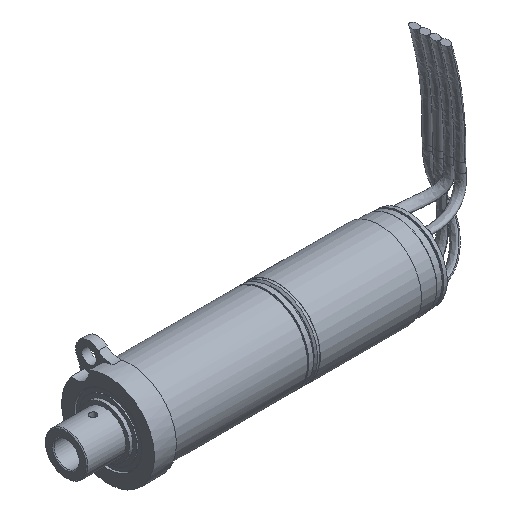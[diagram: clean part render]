
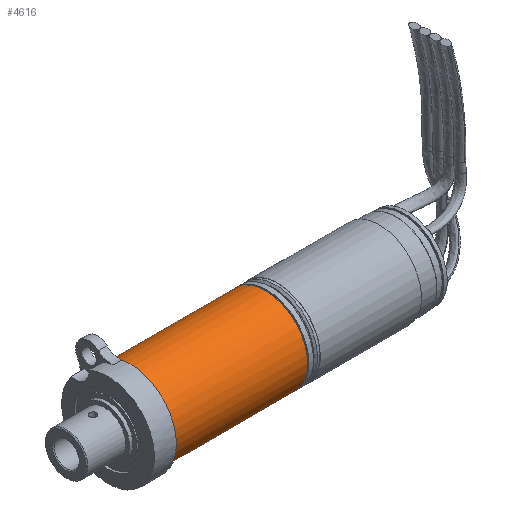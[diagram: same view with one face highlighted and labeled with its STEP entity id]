
A CAD part, isometric view. The second image highlights one B-rep face of the part: STEP entity #4616.
In plain terms, the highlighted cylindrical face has radius 5 mm (diameter 10 mm), a full revolution.
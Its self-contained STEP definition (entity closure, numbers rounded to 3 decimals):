
#905=FACE_BOUND('',#1922,.T.);
#1041=CIRCLE('',#4993,5.);
#1043=CIRCLE('',#4997,5.);
#1584=FACE_OUTER_BOUND('',#1921,.T.);
#1921=EDGE_LOOP('',(#4116));
#1922=EDGE_LOOP('',(#4117));
#2451=VERTEX_POINT('',#10498);
#2453=VERTEX_POINT('',#10504);
#3022=EDGE_CURVE('',#2451,#2451,#1041,.T.);
#3024=EDGE_CURVE('',#2453,#2453,#1043,.T.);
#4116=ORIENTED_EDGE('',*,*,#3024,.F.);
#4117=ORIENTED_EDGE('',*,*,#3022,.F.);
#4371=CYLINDRICAL_SURFACE('',#4996,5.);
#4616=ADVANCED_FACE('',(#1584,#905),#4371,.T.);
#4993=AXIS2_PLACEMENT_3D('',#10499,#5999,#6000);
#4996=AXIS2_PLACEMENT_3D('',#10503,#6005,#6006);
#4997=AXIS2_PLACEMENT_3D('',#10505,#6007,#6008);
#5999=DIRECTION('center_axis',(1.,0.,0.));
#6000=DIRECTION('ref_axis',(0.,0.,-1.));
#6005=DIRECTION('center_axis',(-1.,0.,0.));
#6006=DIRECTION('ref_axis',(0.,0.,1.));
#6007=DIRECTION('center_axis',(-1.,0.,0.));
#6008=DIRECTION('ref_axis',(0.,0.,1.));
#10498=CARTESIAN_POINT('',(26.836,0.,5.582));
#10499=CARTESIAN_POINT('Origin',(26.836,0.,
0.582));
#10503=CARTESIAN_POINT('Origin',(18.861,0.,
0.582));
#10504=CARTESIAN_POINT('',(10.786,2.316,5.013));
#10505=CARTESIAN_POINT('Origin',(10.786,0.,
0.582));
